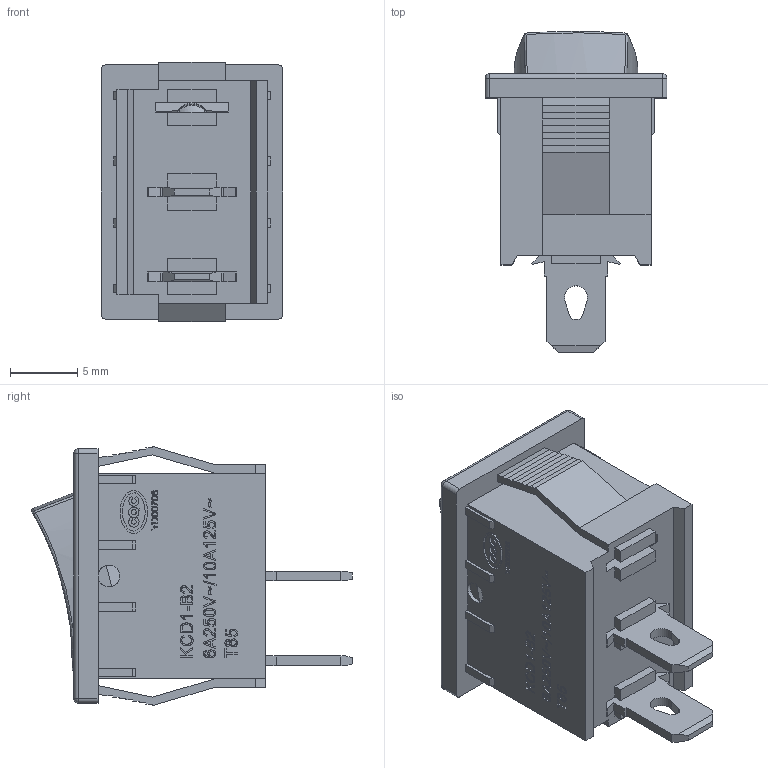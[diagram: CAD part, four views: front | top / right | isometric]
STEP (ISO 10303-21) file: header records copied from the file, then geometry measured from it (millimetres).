
FILE_DESCRIPTION(/* description */ ('STEP AP214'),/* implementation_level */ '2;1');
FILE_NAME(/* name */ 'KCD1-B2-2P-Off.step',/* time_stamp */ '2025-08-04T22:59:39+05:30',/* author */ (''),/* organization */ (''),/* preprocessor_version */ 'ST-DEVELOPER v20.1',/* originating_system */ 'Autodesk Translation Framework v14.10.0.0',/* authorisation */ '');
FILE_SCHEMA (('AUTOMOTIVE_DESIGN { 1 0 10303 214 3 1 1 }'));
Products named in the file (5): 2025-08-04-22-59-38-196; 2025-08-04-22-59-38-196_1; 2025-08-04-22-59-38-196_2; 2025-08-04-22-59-38-196_3; 2025-08-04-22-59-38-196_4
Assembly tree (4 placements, depth 2):
  2025-08-04-22-59-38-196
    2025-08-04-22-59-38-196_1
    2025-08-04-22-59-38-196_2
    2025-08-04-22-59-38-196_3
    2025-08-04-22-59-38-196_4
Bounding box: 13.5 x 23.83 x 19.26 mm (x, y, z)
Volume: 1634.9 mm3; surface area: 3596.8 mm2
Topology: 7 solids, 8 shells, 1500 faces, 4233 edges, 2796 vertices
Faces by surface type: plane 762, cylinder 706, bspline 24, sphere 8
Full cylindrical faces by diameter (mm): 1.62 x5, 2.16 x1, 3.6 x1
Entity records: 58568 total; most frequent: CARTESIAN_POINT 18313, DIRECTION 8596, ORIENTED_EDGE 8442, EDGE_CURVE 4221, AXIS2_PLACEMENT_3D 2943, VERTEX_POINT 2796, LINE 2710, VECTOR 2710
